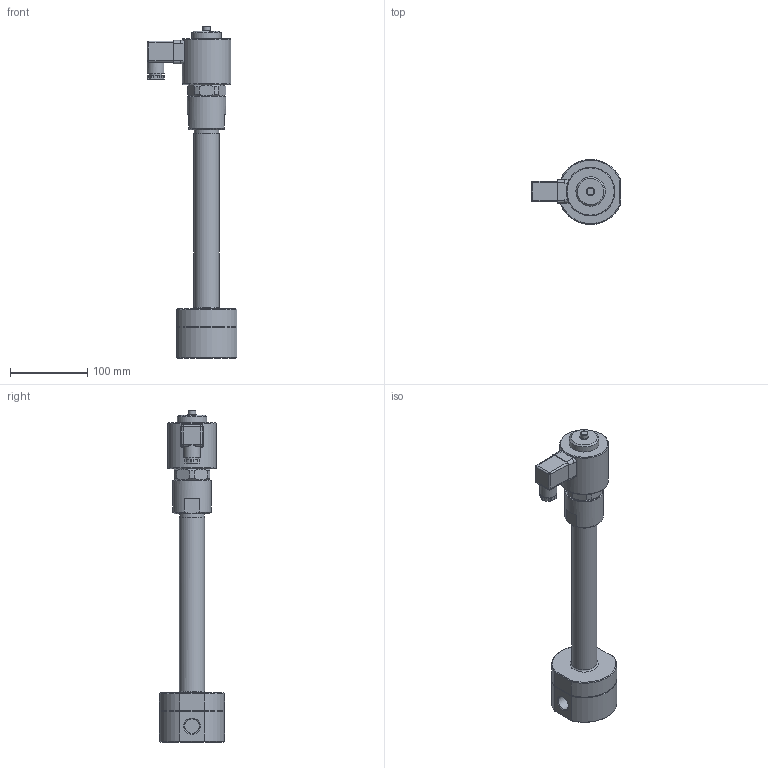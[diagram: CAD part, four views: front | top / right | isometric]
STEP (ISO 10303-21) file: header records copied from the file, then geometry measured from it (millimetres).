
FILE_DESCRIPTION(/* description */ ('3D-Modell'),/* implementation_level */ '2;1');
FILE_NAME(/* name */ '091.000007_B9123-0804-.322.stp',/* time_stamp */ '2019-09-19T10:53:40+02:00',/* author */ ('EFast'),/* organization */ (''),/* preprocessor_version */ 'ST-DEVELOPER v16.1',/* originating_system */ 'Autodesk Inventor 2016',/* authorisation */ '');
FILE_SCHEMA (('AUTOMOTIVE_DESIGN { 1 0 10303 214 3 1 1 }'));
Length unit declared in the file: millimetre
Products named in the file (1): 88-002838
Bounding box: 115.7 x 84 x 429 mm (x, y, z)
Volume: 871598.8 mm3; surface area: 96465.7 mm2
Topology: 1 solids, 1 shells, 159 faces, 388 edges, 240 vertices
Faces by surface type: plane 81, cylinder 47, cone 20, torus 4, sphere 4, bspline 3
Full cylindrical faces by diameter (mm): 6.647 x2, 10 x1, 11 x1, 17 x1, 18.631 x2, 22 x1, 32 x1, 32.6 x1, 36 x1, 38 x1, 50 x1, 63 x1
Entity records: 4671 total; most frequent: CARTESIAN_POINT 1132, DIRECTION 744, ORIENTED_EDGE 686, EDGE_CURVE 343, AXIS2_PLACEMENT_3D 284, VERTEX_POINT 229, EDGE_LOOP 202, LINE 176
